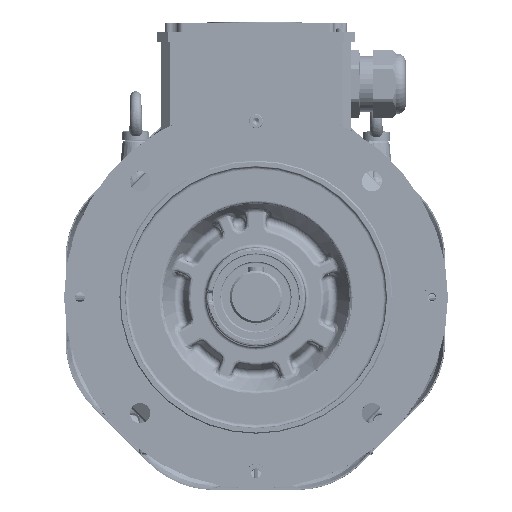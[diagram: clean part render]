
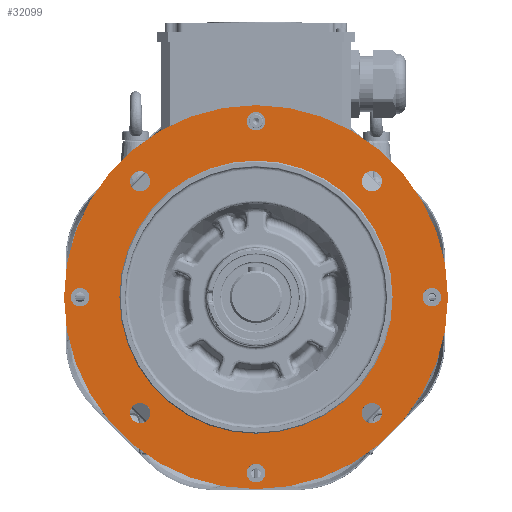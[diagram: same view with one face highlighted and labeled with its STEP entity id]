
A CAD part, top view. The second image highlights one B-rep face of the part: STEP entity #32099.
In plain terms, the highlighted planar face has unit normal (0, 0, 1).
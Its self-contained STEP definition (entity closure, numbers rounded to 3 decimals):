
#21779=PLANE('',#138292);
#26764=FACE_BOUND('',#44667,.T.);
#26765=FACE_BOUND('',#44668,.T.);
#26766=FACE_BOUND('',#44669,.T.);
#26767=FACE_BOUND('',#44670,.T.);
#26768=FACE_BOUND('',#44671,.T.);
#26769=FACE_BOUND('',#44672,.T.);
#26770=FACE_BOUND('',#44673,.T.);
#26771=FACE_BOUND('',#44674,.T.);
#26772=FACE_BOUND('',#44675,.T.);
#26773=FACE_BOUND('',#44676,.T.);
#32099=ADVANCED_FACE('',(#26764,#26765,#26766,#26767,#26768,#26769,#26770,
#26771,#26772,#26773),#21779,.F.);
#44667=EDGE_LOOP('',(#74891));
#44668=EDGE_LOOP('',(#74892));
#44669=EDGE_LOOP('',(#74893));
#44670=EDGE_LOOP('',(#74894));
#44671=EDGE_LOOP('',(#74895));
#44672=EDGE_LOOP('',(#74896));
#44673=EDGE_LOOP('',(#74897));
#44674=EDGE_LOOP('',(#74898));
#44675=EDGE_LOOP('',(#74899));
#44676=EDGE_LOOP('',(#74900));
#49944=CIRCLE('',#138282,175.681);
#49945=CIRCLE('',#138283,125.);
#49946=CIRCLE('',#138284,9.25);
#49947=CIRCLE('',#138285,9.25);
#49948=CIRCLE('',#138286,9.25);
#49949=CIRCLE('',#138287,9.25);
#49950=CIRCLE('',#138288,8.5);
#49951=CIRCLE('',#138289,8.5);
#49952=CIRCLE('',#138290,8.5);
#49953=CIRCLE('',#138291,8.5);
#74891=ORIENTED_EDGE('',*,*,#115858,.F.);
#74892=ORIENTED_EDGE('',*,*,#115859,.F.);
#74893=ORIENTED_EDGE('',*,*,#115860,.T.);
#74894=ORIENTED_EDGE('',*,*,#115861,.T.);
#74895=ORIENTED_EDGE('',*,*,#115862,.T.);
#74896=ORIENTED_EDGE('',*,*,#115863,.T.);
#74897=ORIENTED_EDGE('',*,*,#115864,.F.);
#74898=ORIENTED_EDGE('',*,*,#115865,.F.);
#74899=ORIENTED_EDGE('',*,*,#115866,.F.);
#74900=ORIENTED_EDGE('',*,*,#115867,.F.);
#96058=VERTEX_POINT('',#248021);
#96059=VERTEX_POINT('',#248023);
#96060=VERTEX_POINT('',#248025);
#96061=VERTEX_POINT('',#248027);
#96062=VERTEX_POINT('',#248029);
#96063=VERTEX_POINT('',#248031);
#96064=VERTEX_POINT('',#248033);
#96065=VERTEX_POINT('',#248035);
#96066=VERTEX_POINT('',#248037);
#96067=VERTEX_POINT('',#248039);
#115858=EDGE_CURVE('',#96058,#96058,#49944,.T.);
#115859=EDGE_CURVE('',#96059,#96059,#49945,.T.);
#115860=EDGE_CURVE('',#96060,#96060,#49946,.T.);
#115861=EDGE_CURVE('',#96061,#96061,#49947,.T.);
#115862=EDGE_CURVE('',#96062,#96062,#49948,.T.);
#115863=EDGE_CURVE('',#96063,#96063,#49949,.T.);
#115864=EDGE_CURVE('',#96064,#96064,#49950,.T.);
#115865=EDGE_CURVE('',#96065,#96065,#49951,.T.);
#115866=EDGE_CURVE('',#96066,#96066,#49952,.T.);
#115867=EDGE_CURVE('',#96067,#96067,#49953,.T.);
#138282=AXIS2_PLACEMENT_3D('',#248020,#161576,#161577);
#138283=AXIS2_PLACEMENT_3D('',#248022,#161578,#161579);
#138284=AXIS2_PLACEMENT_3D('',#248024,#161580,#161581);
#138285=AXIS2_PLACEMENT_3D('',#248026,#161582,#161583);
#138286=AXIS2_PLACEMENT_3D('',#248028,#161584,#161585);
#138287=AXIS2_PLACEMENT_3D('',#248030,#161586,#161587);
#138288=AXIS2_PLACEMENT_3D('',#248032,#161588,#161589);
#138289=AXIS2_PLACEMENT_3D('',#248034,#161590,#161591);
#138290=AXIS2_PLACEMENT_3D('',#248036,#161592,#161593);
#138291=AXIS2_PLACEMENT_3D('',#248038,#161594,#161595);
#138292=AXIS2_PLACEMENT_3D('',#248040,#161596,#161597);
#161576=DIRECTION('',(0.,0.,-1.));
#161577=DIRECTION('',(0.,-1.,0.));
#161578=DIRECTION('',(0.,0.,1.));
#161579=DIRECTION('',(0.,1.,0.));
#161580=DIRECTION('',(0.,0.,-1.));
#161581=DIRECTION('',(0.,-1.,0.));
#161582=DIRECTION('',(0.,0.,-1.));
#161583=DIRECTION('',(0.,-1.,0.));
#161584=DIRECTION('',(0.,0.,-1.));
#161585=DIRECTION('',(0.,-1.,0.));
#161586=DIRECTION('',(0.,0.,-1.));
#161587=DIRECTION('',(0.,-1.,0.));
#161588=DIRECTION('',(0.,0.,1.));
#161589=DIRECTION('',(-1.,0.,0.));
#161590=DIRECTION('',(0.,0.,1.));
#161591=DIRECTION('',(0.,-1.,0.));
#161592=DIRECTION('',(0.,0.,1.));
#161593=DIRECTION('',(1.,0.,0.));
#161594=DIRECTION('',(0.,0.,1.));
#161595=DIRECTION('',(0.,1.,0.));
#161596=DIRECTION('',(0.,0.,-1.));
#161597=DIRECTION('',(0.,-1.,0.));
#248020=CARTESIAN_POINT('',(0.,0.,
0.));
#248021=CARTESIAN_POINT('',(0.,-175.681,0.));
#248022=CARTESIAN_POINT('',(0.,0.,
0.));
#248023=CARTESIAN_POINT('',(0.,125.,0.));
#248024=CARTESIAN_POINT('',(-106.066,-106.066,0.));
#248025=CARTESIAN_POINT('',(-106.066,-115.316,0.));
#248026=CARTESIAN_POINT('',(106.066,-106.066,0.));
#248027=CARTESIAN_POINT('',(106.066,-115.316,0.));
#248028=CARTESIAN_POINT('',(-106.066,106.066,0.));
#248029=CARTESIAN_POINT('',(-106.066,96.816,0.));
#248030=CARTESIAN_POINT('',(106.066,106.066,0.));
#248031=CARTESIAN_POINT('',(106.066,96.816,0.));
#248032=CARTESIAN_POINT('',(0.,-161.,0.));
#248033=CARTESIAN_POINT('',(-8.5,-161.,0.));
#248034=CARTESIAN_POINT('',(161.,0.,0.));
#248035=CARTESIAN_POINT('',(161.,-8.5,0.));
#248036=CARTESIAN_POINT('',(0.,161.,0.));
#248037=CARTESIAN_POINT('',(8.5,161.,0.));
#248038=CARTESIAN_POINT('',(-161.,0.,0.));
#248039=CARTESIAN_POINT('',(-161.,8.5,0.));
#248040=CARTESIAN_POINT('',(0.,200.,0.));
